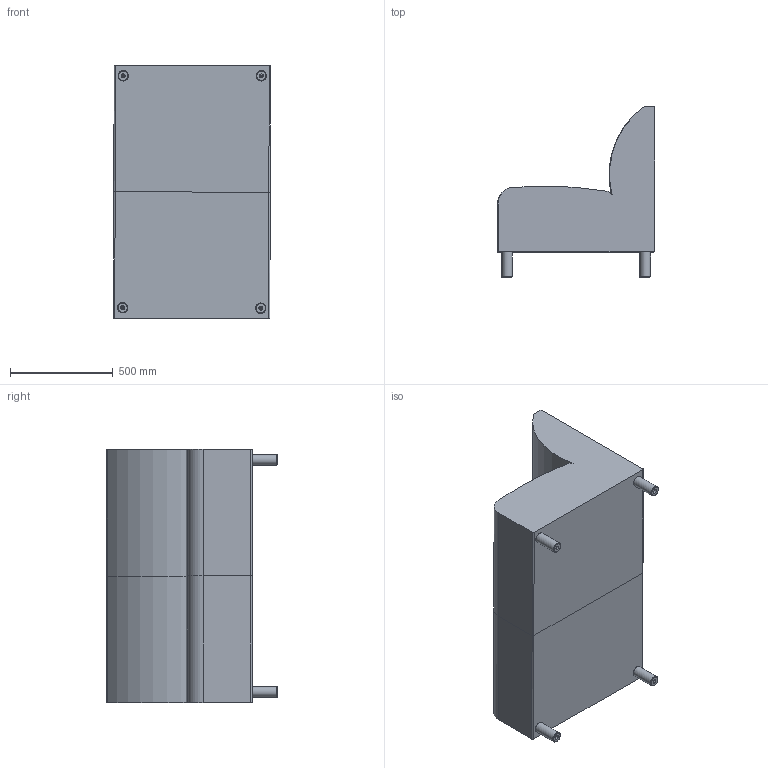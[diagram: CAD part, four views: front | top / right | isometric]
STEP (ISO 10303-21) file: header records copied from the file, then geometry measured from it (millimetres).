
FILE_DESCRIPTION(/* description */ (''),/* implementation_level */ '2;1');
FILE_NAME(/* name */ 'AS20N.stp',/* time_stamp */ '2015-03-09T07:03:58-04:00',/* author */ ('jbosley'),/* organization */ (''),/* preprocessor_version */ 'ST-DEVELOPER v15.6',/* originating_system */ 'Autodesk Inventor 2015',/* authorisation */ '');
FILE_SCHEMA (('AUTOMOTIVE_DESIGN { 1 0 10303 214 3 1 1 }'));
Length unit declared in the file: inch
Products named in the file (4): AS10 UBASE; AS20 UBASE; LEG RD2X5 PLT; AS20N
Bounding box: 765.29 x 829.95 x 1233.93 mm (x, y, z)
Volume: 379624329.3 mm3; surface area: 4847619.6 mm2
Topology: 6 solids, 6 shells, 56 faces, 116 edges, 76 vertices
Faces by surface type: cylinder 26, plane 26, torus 4
Full cylindrical faces by diameter (mm): 7.938 x4, 19.05 x4, 50.8 x4
Entity records: 705 total; most frequent: DIRECTION 128, CARTESIAN_POINT 106, ORIENTED_EDGE 86, AXIS2_PLACEMENT_3D 53, EDGE_CURVE 43, VERTEX_POINT 31, EDGE_LOOP 28, LINE 22
